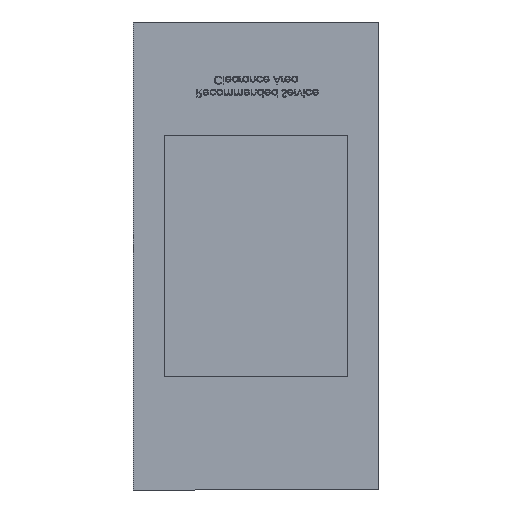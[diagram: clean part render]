
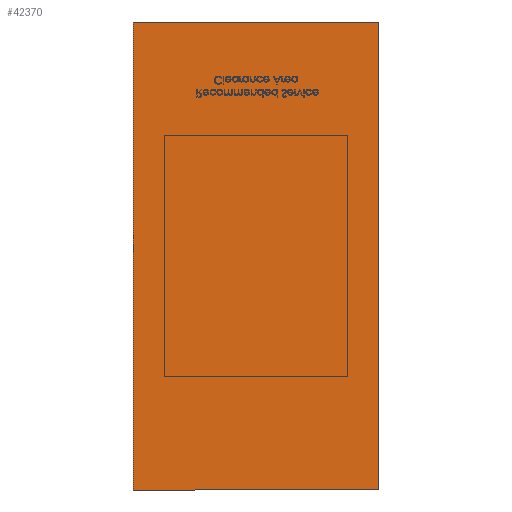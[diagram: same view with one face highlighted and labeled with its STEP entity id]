
A CAD part, front view. The second image highlights one B-rep face of the part: STEP entity #42370.
In plain terms, the highlighted planar face has unit normal (0, -1, 0).
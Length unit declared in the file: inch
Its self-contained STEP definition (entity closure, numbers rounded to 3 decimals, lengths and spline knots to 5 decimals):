
#1482 = LINE ( 'NONE', #18256, #24053 ) ;
#4477 = LINE ( 'NONE', #32279, #21631 ) ;
#6078 = ORIENTED_EDGE ( 'NONE', *, *, #29481, .T. ) ;
#6230 = LINE ( 'NONE', #11376, #28769 ) ;
#6784 = CARTESIAN_POINT ( 'NONE',  ( 23.81, -5.25, 45.405 ) ) ;
#7503 = DIRECTION ( 'NONE',  ( 0., 0., 1. ) ) ;
#8857 = VERTEX_POINT ( 'NONE', #31766 ) ;
#8860 = EDGE_CURVE ( 'NONE', #8857, #36697, #6230, .T. ) ;
#9558 = DIRECTION ( 'NONE',  ( 0., -1., 0. ) ) ;
#11376 = CARTESIAN_POINT ( 'NONE',  ( 23.81, -5.25, -45.405 ) ) ;
#12488 = DIRECTION ( 'NONE',  ( 0., 0., -1. ) ) ;
#13150 = CARTESIAN_POINT ( 'NONE',  ( 0., -5.25, 0. ) ) ;
#18256 = CARTESIAN_POINT ( 'NONE',  ( 23.81, -5.25, -45.405 ) ) ;
#18297 = ORIENTED_EDGE ( 'NONE', *, *, #23951, .T. ) ;
#19423 = DIRECTION ( 'NONE',  ( 0., 0., -1. ) ) ;
#21631 = VECTOR ( 'NONE', #12488, 39.37008 ) ;
#23951 = EDGE_CURVE ( 'NONE', #31097, #8857, #1482, .T. ) ;
#24053 = VECTOR ( 'NONE', #28776, 39.37008 ) ;
#24314 = FACE_OUTER_BOUND ( 'NONE', #35618, .T. ) ;
#28769 = VECTOR ( 'NONE', #7503, 39.37008 ) ;
#28776 = DIRECTION ( 'NONE',  ( 1., 0., 0. ) ) ;
#28986 = VECTOR ( 'NONE', #40683, 39.37008 ) ;
#29256 = AXIS2_PLACEMENT_3D ( 'NONE', #13150, #9558, #19423 ) ;
#29481 = EDGE_CURVE ( 'NONE', #38972, #31097, #4477, .T. ) ;
#30526 = ORIENTED_EDGE ( 'NONE', *, *, #8860, .T. ) ;
#31097 = VERTEX_POINT ( 'NONE', #42325 ) ;
#31644 = LINE ( 'NONE', #6784, #28986 ) ;
#31766 = CARTESIAN_POINT ( 'NONE',  ( 23.81, -5.25, -45.405 ) ) ;
#32279 = CARTESIAN_POINT ( 'NONE',  ( -23.81, -5.25, -45.405 ) ) ;
#32634 = CARTESIAN_POINT ( 'NONE',  ( -23.81, -5.25, 45.405 ) ) ;
#34406 = EDGE_CURVE ( 'NONE', #36697, #38972, #31644, .T. ) ;
#35618 = EDGE_LOOP ( 'NONE', ( #6078, #18297, #30526, #43962 ) ) ;
#36697 = VERTEX_POINT ( 'NONE', #40539 ) ;
#36956 = PLANE ( 'NONE',  #29256 ) ;
#38972 = VERTEX_POINT ( 'NONE', #32634 ) ;
#40539 = CARTESIAN_POINT ( 'NONE',  ( 23.81, -5.25, 45.405 ) ) ;
#40683 = DIRECTION ( 'NONE',  ( -1., 0., 0. ) ) ;
#42325 = CARTESIAN_POINT ( 'NONE',  ( -23.81, -5.25, -45.405 ) ) ;
#42370 = ADVANCED_FACE ( 'NONE', ( #24314 ), #36956, .T. ) ;
#43962 = ORIENTED_EDGE ( 'NONE', *, *, #34406, .T. ) ;
